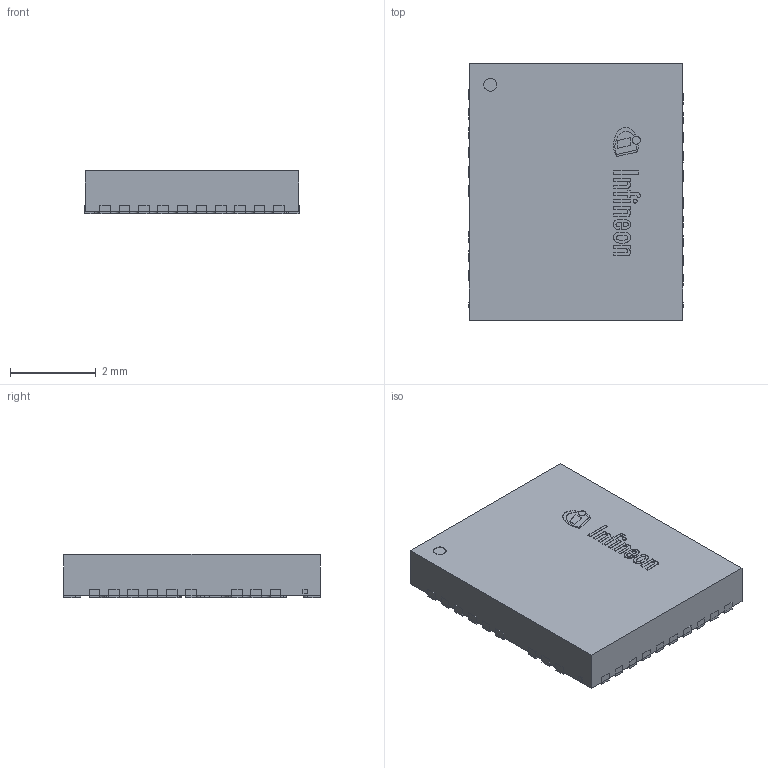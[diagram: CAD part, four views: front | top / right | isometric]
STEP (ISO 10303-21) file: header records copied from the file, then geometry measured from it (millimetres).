
FILE_DESCRIPTION(/* description */ (''),/* implementation_level */ '2;1');
FILE_NAME(/* name */ 'PG-IQFN-39-1_Z8B00184777_V01_3D.stp',/* time_stamp */ '2019-10-03T14:55:13+05:00',/* author */ ('janartha'),/* organization */ (''),/* preprocessor_version */ 'ST-DEVELOPER v16.13',/* originating_system */ 'AutoCAD Mechanical',/* authorisation */ '');
FILE_SCHEMA (('AUTOMOTIVE_DESIGN { 1 0 10303 214 3 1 1 }'));
Length unit declared in the file: millimetre
Products named in the file (1): Product
Bounding box: 5 x 6 x 1.01 mm (x, y, z)
Surface area: 134.2 mm2
Topology: 37 solids, 46 shells, 372 faces, 909 edges, 630 vertices
Faces by surface type: plane 287, cylinder 67, bspline 18
Full cylindrical faces by diameter (mm): 0.093 x1, 0.189 x1, 0.3 x2
Entity records: 11191 total; most frequent: CARTESIAN_POINT 2453, ORIENTED_EDGE 1756, DIRECTION 1704, EDGE_CURVE 896, LINE 726, VECTOR 726, VERTEX_POINT 612, AXIS2_PLACEMENT_3D 489
